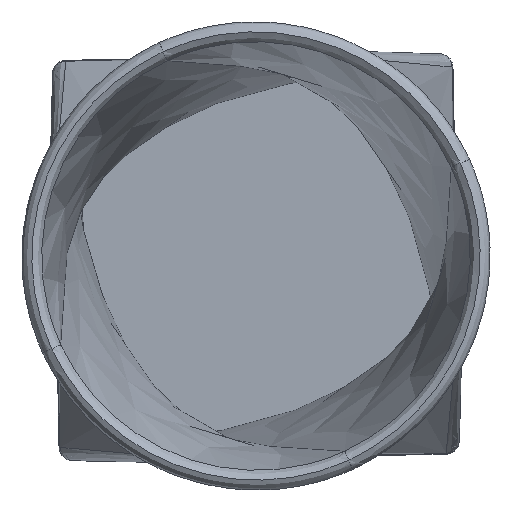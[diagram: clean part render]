
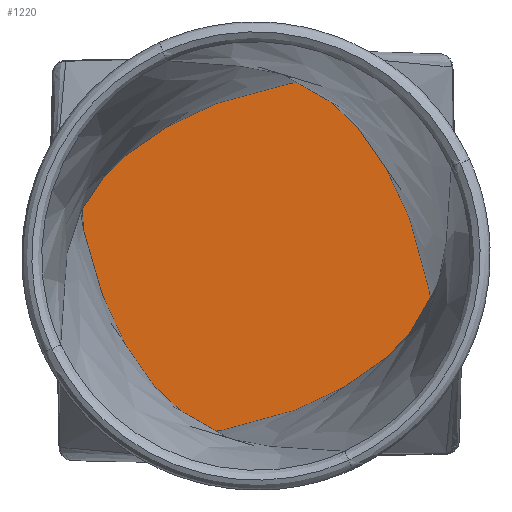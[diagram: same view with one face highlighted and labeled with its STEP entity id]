
A CAD part, top view. The second image highlights one B-rep face of the part: STEP entity #1220.
In plain terms, the highlighted planar face has unit normal (0, 0, 1).
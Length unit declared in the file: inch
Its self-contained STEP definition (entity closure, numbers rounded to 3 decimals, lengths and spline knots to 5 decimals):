
#129 = CARTESIAN_POINT ( 'NONE',  ( -1.31028, -0.4735, 0.15 ) ) ;
#302 = CARTESIAN_POINT ( 'NONE',  ( 0.84205, 1.34429, 0.15 ) ) ;
#441 = CARTESIAN_POINT ( 'NONE',  ( 1.2942, 0.91188, 0.15 ) ) ;
#579 = CARTESIAN_POINT ( 'NONE',  ( -1.06135, -1.34779, 0.15 ) ) ;
#638 = ORIENTED_EDGE ( 'NONE', *, *, #3123, .T. ) ;
#654 = CARTESIAN_POINT ( 'NONE',  ( -1.28068, -1.35035, 0.15 ) ) ;
#729 = EDGE_CURVE ( 'NONE', #1938, #6328, #5263, .T. ) ;
#819 = CARTESIAN_POINT ( 'NONE',  ( 0.18423, 1.32956, 0.15 ) ) ;
#932 = B_SPLINE_CURVE_WITH_KNOTS ( 'NONE', 3,
 ( #1823, #6438, #302, #3891, #819, #4408, #1334, #4917 ),
 .UNSPECIFIED., .F., .F.,
 ( 4, 2, 2, 4 ),
 ( 0., 0.01671, 0.03343, 0.06685 ),
 .UNSPECIFIED. ) ;
#1092 = CARTESIAN_POINT ( 'NONE',  ( -0.84205, -1.34429, 0.15 ) ) ;
#1220 = ADVANCED_FACE ( 'NONE', ( #5980 ), #5128, .T. ) ;
#1334 = CARTESIAN_POINT ( 'NONE',  ( -0.91188, 1.2942, 0.15 ) ) ;
#1423 = EDGE_CURVE ( 'NONE', #6328, #4643, #2415, .T. ) ;
#1564 = DIRECTION ( 'NONE',  ( 0., 0., 1. ) ) ;
#1581 = AXIS2_PLACEMENT_3D ( 'NONE', #4638, #1564, #5148 ) ;
#1608 = CARTESIAN_POINT ( 'NONE',  ( -0.18423, -1.32956, 0.15 ) ) ;
#1660 = CARTESIAN_POINT ( 'NONE',  ( -1.34779, 1.06135, 0.15 ) ) ;
#1823 = CARTESIAN_POINT ( 'NONE',  ( 1.28068, 1.35035, 0.15 ) ) ;
#1938 = VERTEX_POINT ( 'NONE', #3853 ) ;
#2120 = CARTESIAN_POINT ( 'NONE',  ( 0.91188, -1.2942, 0.15 ) ) ;
#2172 = CARTESIAN_POINT ( 'NONE',  ( -1.35035, 1.28068, 0.15 ) ) ;
#2192 = CARTESIAN_POINT ( 'NONE',  ( 1.28068, 1.35035, 0.15 ) ) ;
#2334 = EDGE_LOOP ( 'NONE', ( #3860, #3846, #4890, #638 ) ) ;
#2415 = B_SPLINE_CURVE_WITH_KNOTS ( 'NONE', 3,
 ( #3107, #579, #1092, #4680, #1608, #5191, #2120, #5716 ),
 .UNSPECIFIED., .F., .F.,
 ( 4, 2, 2, 4 ),
 ( 0., 0.01671, 0.03343, 0.06685 ),
 .UNSPECIFIED. ) ;
#2454 = EDGE_CURVE ( 'NONE', #4643, #6037, #3800, .T. ) ;
#2692 = CARTESIAN_POINT ( 'NONE',  ( -1.34429, 0.84205, 0.15 ) ) ;
#2992 = CARTESIAN_POINT ( 'NONE',  ( 1.33518, -0.40349, 0.15 ) ) ;
#3107 = CARTESIAN_POINT ( 'NONE',  ( -1.28068, -1.35035, 0.15 ) ) ;
#3123 = EDGE_CURVE ( 'NONE', #6037, #1938, #932, .T. ) ;
#3204 = CARTESIAN_POINT ( 'NONE',  ( -1.32956, 0.18423, 0.15 ) ) ;
#3510 = CARTESIAN_POINT ( 'NONE',  ( 1.31028, 0.4735, 0.15 ) ) ;
#3723 = CARTESIAN_POINT ( 'NONE',  ( -1.2942, -0.91188, 0.15 ) ) ;
#3800 = B_SPLINE_CURVE_WITH_KNOTS ( 'NONE', 3,
 ( #5550, #4005, #6070, #2992, #6580, #3510, #441, #4029 ),
 .UNSPECIFIED., .F., .F.,
 ( 4, 2, 2, 4 ),
 ( 0., 0.01671, 0.03343, 0.06685 ),
 .UNSPECIFIED. ) ;
#3846 = ORIENTED_EDGE ( 'NONE', *, *, #1423, .T. ) ;
#3853 = CARTESIAN_POINT ( 'NONE',  ( -1.35035, 1.28068, 0.15 ) ) ;
#3860 = ORIENTED_EDGE ( 'NONE', *, *, #729, .T. ) ;
#3891 = CARTESIAN_POINT ( 'NONE',  ( 0.40349, 1.33518, 0.15 ) ) ;
#4005 = CARTESIAN_POINT ( 'NONE',  ( 1.34779, -1.06135, 0.15 ) ) ;
#4029 = CARTESIAN_POINT ( 'NONE',  ( 1.28068, 1.35035, 0.15 ) ) ;
#4408 = CARTESIAN_POINT ( 'NONE',  ( -0.4735, 1.31028, 0.15 ) ) ;
#4544 = CARTESIAN_POINT ( 'NONE',  ( -1.28068, -1.35035, 0.15 ) ) ;
#4593 = CARTESIAN_POINT ( 'NONE',  ( 1.35035, -1.28068, 0.15 ) ) ;
#4638 = CARTESIAN_POINT ( 'NONE',  ( 0., 0., 0.15 ) ) ;
#4643 = VERTEX_POINT ( 'NONE', #4593 ) ;
#4680 = CARTESIAN_POINT ( 'NONE',  ( -0.40349, -1.33518, 0.15 ) ) ;
#4890 = ORIENTED_EDGE ( 'NONE', *, *, #2454, .T. ) ;
#4917 = CARTESIAN_POINT ( 'NONE',  ( -1.35035, 1.28068, 0.15 ) ) ;
#5128 = PLANE ( 'NONE',  #1581 ) ;
#5148 = DIRECTION ( 'NONE',  ( 1., 0., 0. ) ) ;
#5191 = CARTESIAN_POINT ( 'NONE',  ( 0.4735, -1.31028, 0.15 ) ) ;
#5263 = B_SPLINE_CURVE_WITH_KNOTS ( 'NONE', 3,
 ( #2172, #1660, #2692, #6275, #3204, #129, #3723, #654 ),
 .UNSPECIFIED., .F., .F.,
 ( 4, 2, 2, 4 ),
 ( 0., 0.01671, 0.03343, 0.06685 ),
 .UNSPECIFIED. ) ;
#5550 = CARTESIAN_POINT ( 'NONE',  ( 1.35035, -1.28068, 0.15 ) ) ;
#5716 = CARTESIAN_POINT ( 'NONE',  ( 1.35035, -1.28068, 0.15 ) ) ;
#5980 = FACE_OUTER_BOUND ( 'NONE', #2334, .T. ) ;
#6037 = VERTEX_POINT ( 'NONE', #2192 ) ;
#6070 = CARTESIAN_POINT ( 'NONE',  ( 1.34429, -0.84205, 0.15 ) ) ;
#6275 = CARTESIAN_POINT ( 'NONE',  ( -1.33518, 0.40349, 0.15 ) ) ;
#6328 = VERTEX_POINT ( 'NONE', #4544 ) ;
#6438 = CARTESIAN_POINT ( 'NONE',  ( 1.06135, 1.34779, 0.15 ) ) ;
#6580 = CARTESIAN_POINT ( 'NONE',  ( 1.32956, -0.18423, 0.15 ) ) ;
